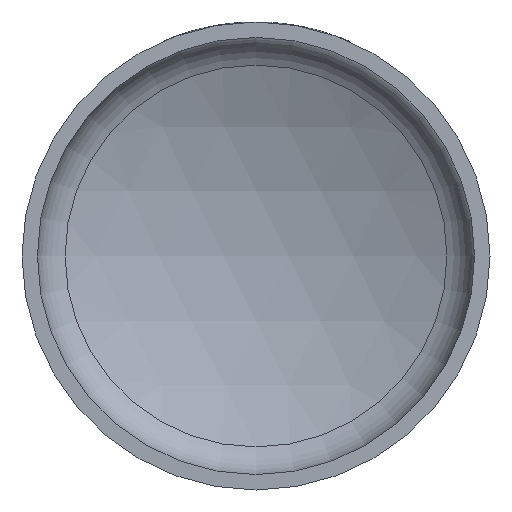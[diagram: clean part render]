
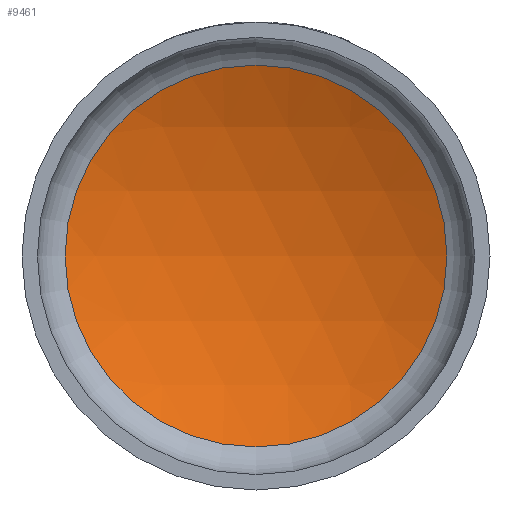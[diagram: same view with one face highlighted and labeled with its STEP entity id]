
A CAD part, front view. The second image highlights one B-rep face of the part: STEP entity #9461.
In plain terms, the highlighted spherical face has radius 76.1 mm.
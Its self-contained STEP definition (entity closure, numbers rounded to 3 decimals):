
#544 = CARTESIAN_POINT ( 'NONE',  ( 0., 15.948, 0. ) ) ;
#550 = EDGE_CURVE ( 'NONE', #8306, #8306, #4941, .T. ) ;
#1292 = AXIS2_PLACEMENT_3D ( 'NONE', #544, #7605, #4983 ) ;
#3174 = SPHERICAL_SURFACE ( 'NONE', #10835, 76.1 ) ;
#4941 = CIRCLE ( 'NONE', #1292, 31.044 ) ;
#4983 = DIRECTION ( 'NONE',  ( 0., 0., -1. ) ) ;
#5138 = FACE_OUTER_BOUND ( 'NONE', #15129, .T. ) ;
#7605 = DIRECTION ( 'NONE',  ( 0., -1., 0. ) ) ;
#8306 = VERTEX_POINT ( 'NONE', #9612 ) ;
#9461 = ADVANCED_FACE ( 'NONE', ( #5138 ), #3174, .F. ) ;
#9612 = CARTESIAN_POINT ( 'NONE',  ( 0., 15.948, -31.044 ) ) ;
#10835 = AXIS2_PLACEMENT_3D ( 'NONE', #16109, #15116, #13568 ) ;
#11937 = ORIENTED_EDGE ( 'NONE', *, *, #550, .T. ) ;
#13568 = DIRECTION ( 'NONE',  ( 1., 0., 0. ) ) ;
#15116 = DIRECTION ( 'NONE',  ( 0., 0., 1. ) ) ;
#15129 = EDGE_LOOP ( 'NONE', ( #11937 ) ) ;
#16109 = CARTESIAN_POINT ( 'NONE',  ( 0., -53.532, 0. ) ) ;
